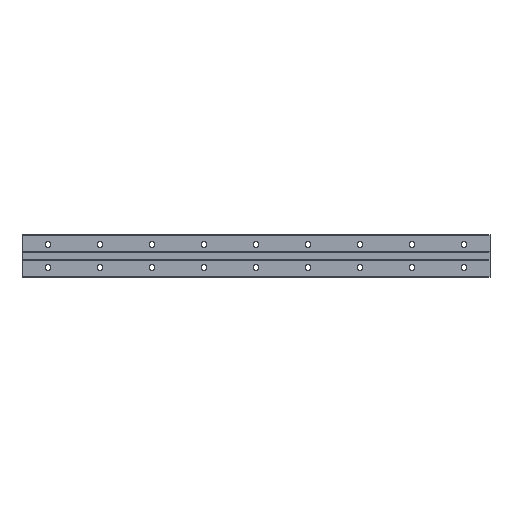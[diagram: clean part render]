
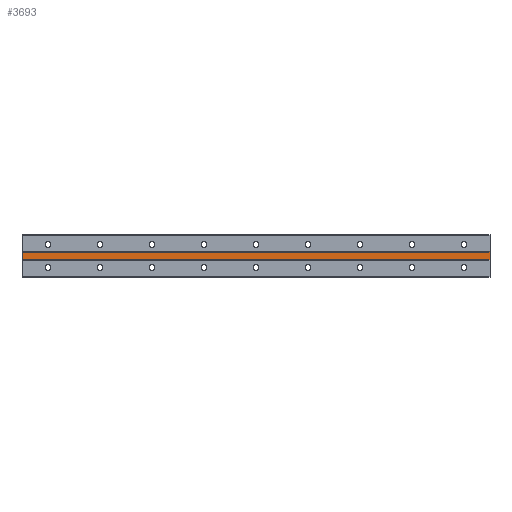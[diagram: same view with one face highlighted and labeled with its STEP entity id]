
A CAD part, front view. The second image highlights one B-rep face of the part: STEP entity #3693.
In plain terms, the highlighted planar face has unit normal (0, -1, 0).
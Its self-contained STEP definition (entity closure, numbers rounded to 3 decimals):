
#36 = EDGE_LOOP ( 'NONE', ( #360, #917, #2607, #571 ) ) ;
#188 = DIRECTION ( 'NONE',  ( 0., 0., -1. ) ) ;
#217 = LINE ( 'NONE', #1384, #2982 ) ;
#234 = CARTESIAN_POINT ( 'NONE',  ( 340., 0.5, -3. ) ) ;
#304 = LINE ( 'NONE', #1851, #1728 ) ;
#360 = ORIENTED_EDGE ( 'NONE', *, *, #3819, .T. ) ;
#564 = VECTOR ( 'NONE', #925, 1000. ) ;
#571 = ORIENTED_EDGE ( 'NONE', *, *, #1039, .T. ) ;
#857 = DIRECTION ( 'NONE',  ( 1., 0., 0. ) ) ;
#859 = CARTESIAN_POINT ( 'NONE',  ( 340., 0.5, 3. ) ) ;
#867 = EDGE_CURVE ( 'NONE', #2867, #1998, #1470, .T. ) ;
#917 = ORIENTED_EDGE ( 'NONE', *, *, #867, .F. ) ;
#925 = DIRECTION ( 'NONE',  ( 0., 0., -1. ) ) ;
#1039 = EDGE_CURVE ( 'NONE', #2741, #2229, #2474, .T. ) ;
#1299 = AXIS2_PLACEMENT_3D ( 'NONE', #2612, #3255, #2314 ) ;
#1383 = CARTESIAN_POINT ( 'NONE',  ( -20., 0.5, -3. ) ) ;
#1384 = CARTESIAN_POINT ( 'NONE',  ( 340., 0.5, 3. ) ) ;
#1470 = LINE ( 'NONE', #1699, #1653 ) ;
#1484 = EDGE_CURVE ( 'NONE', #2741, #2867, #217, .T. ) ;
#1653 = VECTOR ( 'NONE', #188, 1000. ) ;
#1699 = CARTESIAN_POINT ( 'NONE',  ( 340., 0.5, 16.615 ) ) ;
#1728 = VECTOR ( 'NONE', #857, 1000. ) ;
#1851 = CARTESIAN_POINT ( 'NONE',  ( 340., 0.5, -3. ) ) ;
#1998 = VERTEX_POINT ( 'NONE', #234 ) ;
#2018 = PLANE ( 'NONE',  #1299 ) ;
#2229 = VERTEX_POINT ( 'NONE', #1383 ) ;
#2314 = DIRECTION ( 'NONE',  ( 0., 0., 1. ) ) ;
#2474 = LINE ( 'NONE', #3602, #564 ) ;
#2607 = ORIENTED_EDGE ( 'NONE', *, *, #1484, .F. ) ;
#2612 = CARTESIAN_POINT ( 'NONE',  ( 340., 0.5, 3. ) ) ;
#2741 = VERTEX_POINT ( 'NONE', #3160 ) ;
#2867 = VERTEX_POINT ( 'NONE', #859 ) ;
#2927 = DIRECTION ( 'NONE',  ( 1., 0., 0. ) ) ;
#2982 = VECTOR ( 'NONE', #2927, 1000. ) ;
#3160 = CARTESIAN_POINT ( 'NONE',  ( -20., 0.5, 3. ) ) ;
#3255 = DIRECTION ( 'NONE',  ( 0., 1., 0. ) ) ;
#3602 = CARTESIAN_POINT ( 'NONE',  ( -20., 0.5, 16.615 ) ) ;
#3693 = ADVANCED_FACE ( 'NONE', ( #3891 ), #2018, .F. ) ;
#3819 = EDGE_CURVE ( 'NONE', #2229, #1998, #304, .T. ) ;
#3891 = FACE_OUTER_BOUND ( 'NONE', #36, .T. ) ;
